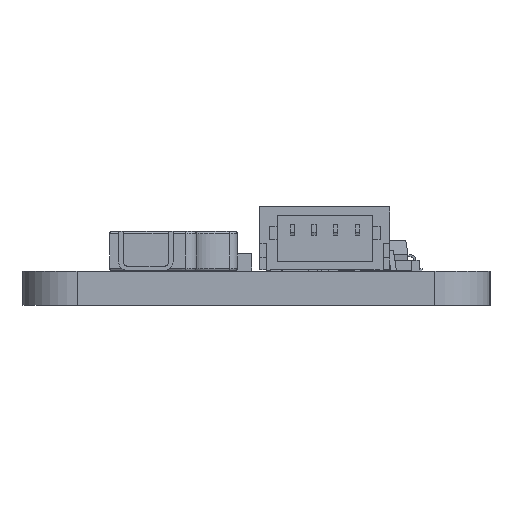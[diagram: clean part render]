
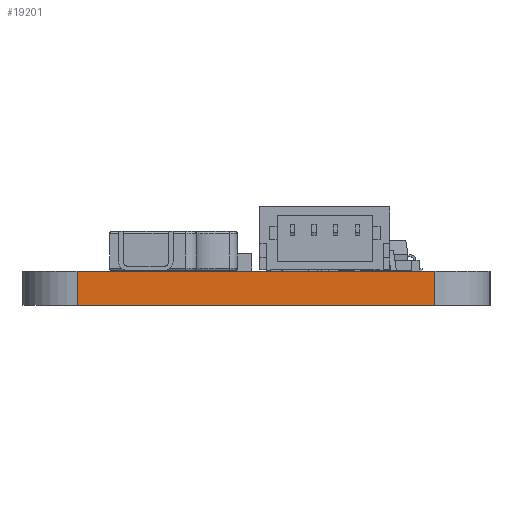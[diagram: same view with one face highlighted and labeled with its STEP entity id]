
A CAD part, left-side view. The second image highlights one B-rep face of the part: STEP entity #19201.
In plain terms, the highlighted planar face has unit normal (-1, 0, 0).
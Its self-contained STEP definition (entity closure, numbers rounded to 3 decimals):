
#477=PLANE('',#20607);
#1336=FACE_OUTER_BOUND('',#2354,.T.);
#2354=EDGE_LOOP('',(#13230,#13231,#13232,#13233));
#3643=LINE('',#27881,#5811);
#3644=LINE('',#27884,#5812);
#3645=LINE('',#27886,#5813);
#3646=LINE('',#27887,#5814);
#5811=VECTOR('',#22678,10.);
#5812=VECTOR('',#22681,10.);
#5813=VECTOR('',#22682,10.);
#5814=VECTOR('',#22683,10.);
#8567=VERTEX_POINT('',#27877);
#8568=VERTEX_POINT('',#27879);
#8569=VERTEX_POINT('',#27883);
#8570=VERTEX_POINT('',#27885);
#10428=EDGE_CURVE('',#8567,#8568,#3643,.T.);
#10429=EDGE_CURVE('',#8567,#8569,#3644,.T.);
#10430=EDGE_CURVE('',#8570,#8568,#3645,.T.);
#10431=EDGE_CURVE('',#8569,#8570,#3646,.T.);
#13230=ORIENTED_EDGE('',*,*,#10429,.F.);
#13231=ORIENTED_EDGE('',*,*,#10428,.T.);
#13232=ORIENTED_EDGE('',*,*,#10430,.F.);
#13233=ORIENTED_EDGE('',*,*,#10431,.F.);
#19201=ADVANCED_FACE('',(#1336),#477,.T.);
#20607=AXIS2_PLACEMENT_3D('',#27882,#22679,#22680);
#22678=DIRECTION('',(0.,0.,1.));
#22679=DIRECTION('center_axis',(-1.,0.,0.));
#22680=DIRECTION('ref_axis',(0.,-1.,0.));
#22681=DIRECTION('',(0.,1.,0.));
#22682=DIRECTION('',(0.,-1.,0.));
#22683=DIRECTION('',(0.,0.,1.));
#27877=CARTESIAN_POINT('',(0.,2.54,0.));
#27879=CARTESIAN_POINT('',(0.,2.54,1.57));
#27881=CARTESIAN_POINT('',(0.,2.54,0.));
#27882=CARTESIAN_POINT('Origin',(0.,19.05,0.));
#27883=CARTESIAN_POINT('',(0.,19.05,0.));
#27884=CARTESIAN_POINT('',(0.,2.54,0.));
#27885=CARTESIAN_POINT('',(0.,19.05,1.57));
#27886=CARTESIAN_POINT('',(0.,2.54,1.57));
#27887=CARTESIAN_POINT('',(0.,19.05,0.));
